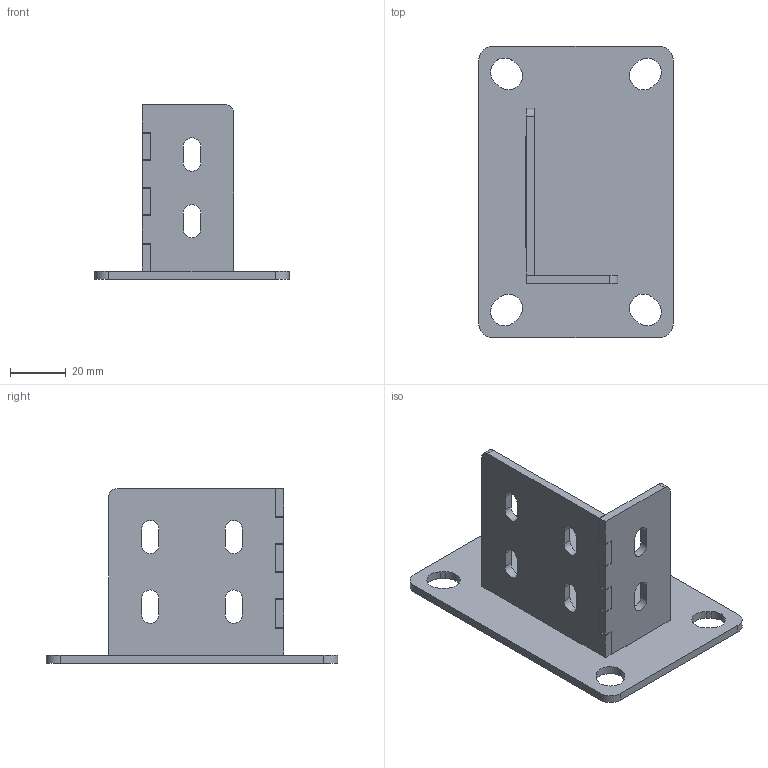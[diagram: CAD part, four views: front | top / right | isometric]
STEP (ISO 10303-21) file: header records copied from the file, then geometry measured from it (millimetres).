
FILE_DESCRIPTION (( 'STEP AP214' ), '1' );
FILE_NAME ('A424 Ïëîùàäêà îïîðíàÿ 30õ60.STEP', '2020-11-24T14:50:29', ( 'Windows User' ), ( '' ), 'SwSTEP 2.0', 'SolidWorks 2020', '' );
FILE_SCHEMA (( 'AUTOMOTIVE_DESIGN' ));
Length unit declared in the file: millimetre
Products named in the file (4): A424 昢膼瘔膻嬅00; A424 Áîêîâèíà ñ ïàçîì 1_00; A424 Ïëîùàäêà îïîðíàÿ 30õ60; A424 Áîêîâèíà ñ ïàçîì 2_00
Assembly tree (3 placements, depth 2):
  A424 Ïëîùàäêà îïîðíàÿ 30õ60
    A424 昢膼瘔膻嬅00
    A424 Áîêîâèíà ñ ïàçîì 1_00
    A424 Áîêîâèíà ñ ïàçîì 2_00
Bounding box: 70 x 105 x 63 mm (x, y, z)
Volume: 36272.1 mm3; surface area: 27959.9 mm2
Topology: 3 solids, 3 shells, 108 faces, 306 edges, 204 vertices
Faces by surface type: plane 74, cylinder 34
Entity records: 3700 total; most frequent: CARTESIAN_POINT 624, ORIENTED_EDGE 612, DIRECTION 602, EDGE_CURVE 306, LINE 238, VECTOR 238, VERTEX_POINT 204, AXIS2_PLACEMENT_3D 182
